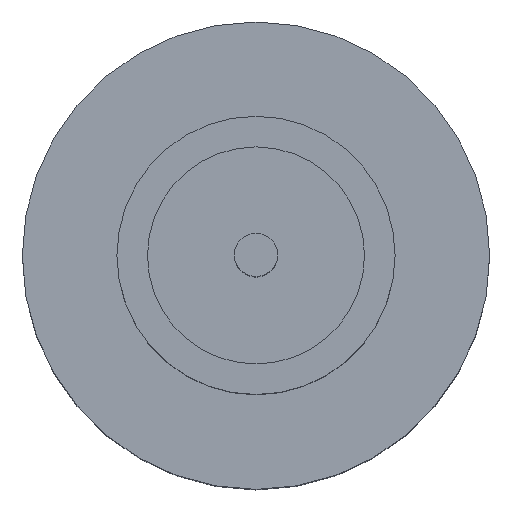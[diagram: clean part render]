
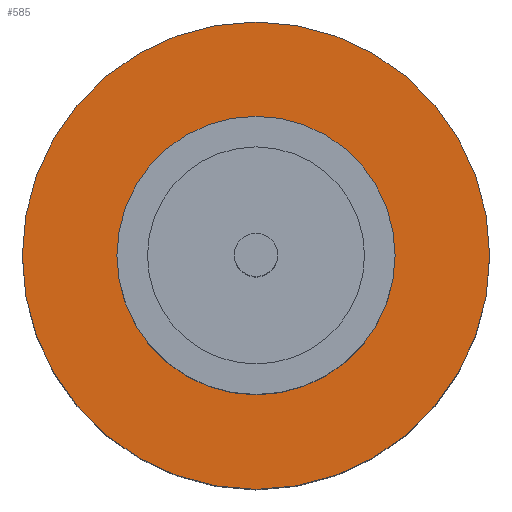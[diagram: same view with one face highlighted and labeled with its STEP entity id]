
A CAD part, top view. The second image highlights one B-rep face of the part: STEP entity #585.
In plain terms, the highlighted planar face has unit normal (0, 0, 1).
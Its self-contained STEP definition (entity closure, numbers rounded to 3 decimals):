
#27 = DIRECTION ( 'NONE',  ( 1., 0., 0. ) ) ;
#53 = AXIS2_PLACEMENT_3D ( 'NONE', #919, #478, #892 ) ;
#69 = ORIENTED_EDGE ( 'NONE', *, *, #257, .F. ) ;
#80 = FACE_BOUND ( 'NONE', #577, .T. ) ;
#99 = CIRCLE ( 'NONE', #53, 2.1 ) ;
#107 = DIRECTION ( 'NONE',  ( 0., 0., 1. ) ) ;
#121 = VERTEX_POINT ( 'NONE', #937 ) ;
#129 = EDGE_CURVE ( 'NONE', #617, #450, #642, .T. ) ;
#142 = DIRECTION ( 'NONE',  ( 0., 0., 1. ) ) ;
#150 = DIRECTION ( 'NONE',  ( 1., 0., 0. ) ) ;
#167 = DIRECTION ( 'NONE',  ( 0., 0., 1. ) ) ;
#202 = CARTESIAN_POINT ( 'NONE',  ( 0., 0., 1.55 ) ) ;
#257 = EDGE_CURVE ( 'NONE', #315, #121, #466, .T. ) ;
#282 = DIRECTION ( 'NONE',  ( 1., 0., 0. ) ) ;
#285 = CARTESIAN_POINT ( 'NONE',  ( 1.25, 0., 1.55 ) ) ;
#311 = DIRECTION ( 'NONE',  ( 1., 0., 0. ) ) ;
#315 = VERTEX_POINT ( 'NONE', #285 ) ;
#437 = CARTESIAN_POINT ( 'NONE',  ( -2.1, 0., 1.55 ) ) ;
#450 = VERTEX_POINT ( 'NONE', #945 ) ;
#466 = CIRCLE ( 'NONE', #559, 1.25 ) ;
#473 = ORIENTED_EDGE ( 'NONE', *, *, #949, .T. ) ;
#478 = DIRECTION ( 'NONE',  ( 0., 0., 1. ) ) ;
#512 = CARTESIAN_POINT ( 'NONE',  ( 0., 0., 1.55 ) ) ;
#542 = AXIS2_PLACEMENT_3D ( 'NONE', #512, #142, #150 ) ;
#559 = AXIS2_PLACEMENT_3D ( 'NONE', #202, #715, #282 ) ;
#577 = EDGE_LOOP ( 'NONE', ( #69, #932 ) ) ;
#579 = EDGE_LOOP ( 'NONE', ( #592, #473 ) ) ;
#585 = ADVANCED_FACE ( 'NONE', ( #80, #867 ), #598, .T. ) ;
#592 = ORIENTED_EDGE ( 'NONE', *, *, #129, .T. ) ;
#598 = PLANE ( 'NONE',  #818 ) ;
#617 = VERTEX_POINT ( 'NONE', #437 ) ;
#642 = CIRCLE ( 'NONE', #542, 2.1 ) ;
#679 = CIRCLE ( 'NONE', #707, 1.25 ) ;
#704 = EDGE_CURVE ( 'NONE', #121, #315, #679, .T. ) ;
#707 = AXIS2_PLACEMENT_3D ( 'NONE', #915, #107, #27 ) ;
#715 = DIRECTION ( 'NONE',  ( 0., 0., 1. ) ) ;
#745 = CARTESIAN_POINT ( 'NONE',  ( 0., 0., 1.55 ) ) ;
#818 = AXIS2_PLACEMENT_3D ( 'NONE', #745, #167, #311 ) ;
#867 = FACE_OUTER_BOUND ( 'NONE', #579, .T. ) ;
#892 = DIRECTION ( 'NONE',  ( 1., 0., 0. ) ) ;
#915 = CARTESIAN_POINT ( 'NONE',  ( 0., 0., 1.55 ) ) ;
#919 = CARTESIAN_POINT ( 'NONE',  ( 0., 0., 1.55 ) ) ;
#932 = ORIENTED_EDGE ( 'NONE', *, *, #704, .F. ) ;
#937 = CARTESIAN_POINT ( 'NONE',  ( -1.25, 0., 1.55 ) ) ;
#945 = CARTESIAN_POINT ( 'NONE',  ( 2.1, 0., 1.55 ) ) ;
#949 = EDGE_CURVE ( 'NONE', #450, #617, #99, .T. ) ;
